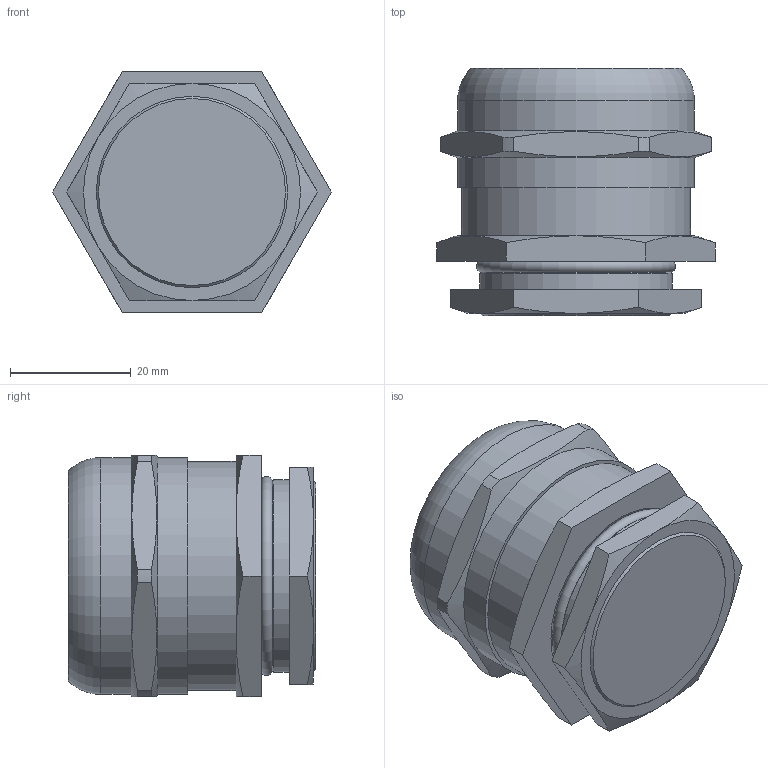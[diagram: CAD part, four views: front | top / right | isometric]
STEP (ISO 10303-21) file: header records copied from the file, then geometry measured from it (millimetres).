
FILE_DESCRIPTION(/* description */ (''),/* implementation_level */ '2;1');
FILE_NAME(/* name */ 'Сборка М32 S40.stp',/* time_stamp */ '2016-07-05T12:37:31+06:00',/* author */ ('zeta-09'),/* organization */ (''),/* preprocessor_version */ 'ST-DEVELOPER v15.6',/* originating_system */ 'Autodesk Inventor 2015',/* authorisation */ '');
FILE_SCHEMA (('AUTOMOTIVE_DESIGN { 1 0 10303 214 3 1 1 }'));
Length unit declared in the file: centimetre
Products named in the file (1): Сборка М32 S40
Bounding box: 46.19 x 41 x 40 mm (x, y, z)
Volume: 47304.1 mm3; surface area: 8741.9 mm2
Topology: 1 solids, 1 shells, 57 faces, 132 edges, 83 vertices
Faces by surface type: plane 26, cone 17, cylinder 12, torus 2
Full cylindrical faces by diameter (mm): 25.9 x1, 31 x1, 32 x1, 38 x1, 39.3 x2
Entity records: 1546 total; most frequent: CARTESIAN_POINT 320, DIRECTION 234, ORIENTED_EDGE 226, EDGE_CURVE 113, AXIS2_PLACEMENT_3D 99, VERTEX_POINT 77, EDGE_LOOP 76, STYLED_ITEM 57
